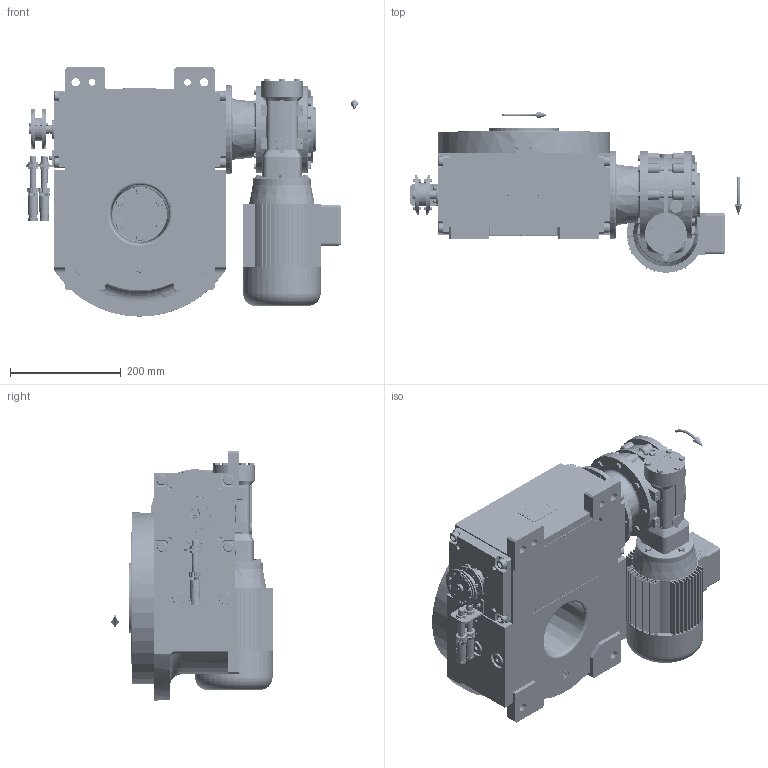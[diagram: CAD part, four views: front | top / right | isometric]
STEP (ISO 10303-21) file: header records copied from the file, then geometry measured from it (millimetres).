
FILE_DESCRIPTION (( 'STEP AP214' ), '1' );
FILE_NAME ('PC5200400.step', '2024-06-17T08:51:32', ( '' ), ( '' ), 'SwSTEP 2.0', 'SolidWorks 2020', '' );
FILE_SCHEMA (( 'AUTOMOTIVE_DESIGN' ));
Length unit declared in the file: millimetre
Products named in the file (95): cfn2000_01_184; rig09_002_s_003; cfn2104_01_018; AS_rig09_015; cfn2276_01_056; rig09_003_6; cfn2107_01_001; cfn2000_01_081; CFN2155_01_195.stp; TN71B4B14; AS_rig09_016; cfn2205_01_015; 900_00_00_005; cfn2070_05_009; 900_38_30_003; cfn2000_01_099; cfn2003_01_054; cfn2000_01_126; cfn2128_19_002; rig09_001_a; cfn2073_01_018; cfn2155_01_095; cfn2115_02_057; AS_cfn2476_01_002_60x46; AS_900_00_00_005; rig09_071_6_m.stp; cfn2151_01_115; AS_rig09_002_s_003; RIG09_021_AF0.stp; CFN2000_01_185.stp; cfn2401_02_005; cfn2151_01_170; AS_rig09_071_6_m; cfn2476_01_002_60x46; AS_900_38_10_028; cfn2128_04_002; cfn2115_02_194; RMI70_F3_SX_71B14; rig09_016; CFN2356_03_053.stp ...
Assembly tree (87 placements, depth 5):
  cfn2276_01_056
  cfn2205_01_015
  cfn2115_02_057
  cfn2151_01_115
  cfn2151_01_170
Bounding box: 599.5 x 291 x 450 mm (x, y, z)
Volume: 9640685.6 mm3; surface area: 1830930.7 mm2
Topology: 75 solids, 75 shells, 6367 faces, 16183 edges, 10238 vertices
Faces by surface type: plane 3060, cylinder 1987, cone 1020, torus 282, bspline 10, sphere 8
Entity records: 183774 total; most frequent: CARTESIAN_POINT 52198, ORIENTED_EDGE 26360, DIRECTION 26167, EDGE_CURVE 13180, AXIS2_PLACEMENT_3D 9631, VERTEX_POINT 8409, VECTOR 6905, LINE 6905
